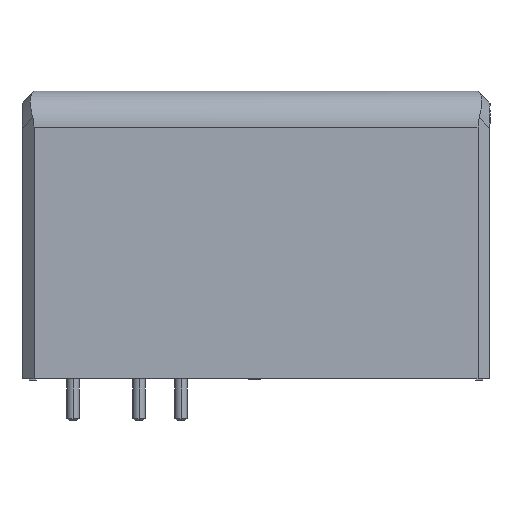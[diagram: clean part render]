
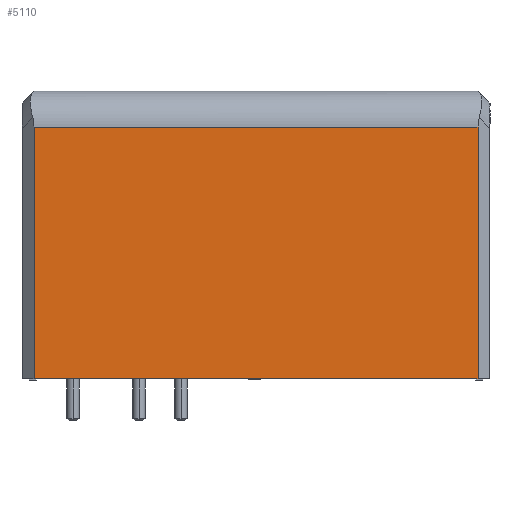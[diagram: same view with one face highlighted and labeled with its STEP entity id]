
A CAD part, left-side view. The second image highlights one B-rep face of the part: STEP entity #5110.
In plain terms, the highlighted planar face has unit normal (-1, 0, 0).
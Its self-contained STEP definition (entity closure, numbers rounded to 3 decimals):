
#114 = CARTESIAN_POINT ( 'NONE',  ( -34.75, -18.5, 9. ) ) ;
#199 = EDGE_LOOP ( 'NONE', ( #12849, #16768, #21966, #8624 ) ) ;
#1492 = DIRECTION ( 'NONE',  ( 0., -1., 0. ) ) ;
#1639 = CARTESIAN_POINT ( 'NONE',  ( -34.75, -18.5, -12. ) ) ;
#2002 = DIRECTION ( 'NONE',  ( -1., 0., 0. ) ) ;
#2469 = LINE ( 'NONE', #9964, #11619 ) ;
#3414 = EDGE_CURVE ( 'NONE', #21845, #23937, #8865, .T. ) ;
#3464 = CARTESIAN_POINT ( 'NONE',  ( -34.75, 18.5, 9. ) ) ;
#4203 = VERTEX_POINT ( 'NONE', #3464 ) ;
#4301 = VECTOR ( 'NONE', #1492, 1000. ) ;
#5109 = EDGE_CURVE ( 'NONE', #23937, #20538, #13225, .T. ) ;
#5110 = ADVANCED_FACE ( 'NONE', ( #7299 ), #9387, .T. ) ;
#6924 = AXIS2_PLACEMENT_3D ( 'NONE', #13445, #2002, #17238 ) ;
#7253 = CARTESIAN_POINT ( 'NONE',  ( -34.75, -19.5, -12. ) ) ;
#7299 = FACE_OUTER_BOUND ( 'NONE', #199, .T. ) ;
#7666 = LINE ( 'NONE', #15174, #12771 ) ;
#8624 = ORIENTED_EDGE ( 'NONE', *, *, #3414, .T. ) ;
#8865 = LINE ( 'NONE', #7253, #4301 ) ;
#9387 = PLANE ( 'NONE',  #6924 ) ;
#9964 = CARTESIAN_POINT ( 'NONE',  ( -34.75, -19.5, 9. ) ) ;
#10217 = DIRECTION ( 'NONE',  ( 0., 1., 0. ) ) ;
#11381 = CARTESIAN_POINT ( 'NONE',  ( -34.75, 18.5, -12. ) ) ;
#11571 = CARTESIAN_POINT ( 'NONE',  ( -34.75, -18.5, -12. ) ) ;
#11619 = VECTOR ( 'NONE', #10217, 1000. ) ;
#12771 = VECTOR ( 'NONE', #21154, 1000. ) ;
#12849 = ORIENTED_EDGE ( 'NONE', *, *, #5109, .T. ) ;
#13225 = LINE ( 'NONE', #1639, #15555 ) ;
#13445 = CARTESIAN_POINT ( 'NONE',  ( -34.75, -19.5, -12. ) ) ;
#13518 = EDGE_CURVE ( 'NONE', #4203, #21845, #7666, .T. ) ;
#15174 = CARTESIAN_POINT ( 'NONE',  ( -34.75, 18.5, -12. ) ) ;
#15555 = VECTOR ( 'NONE', #24099, 1000. ) ;
#16768 = ORIENTED_EDGE ( 'NONE', *, *, #18476, .T. ) ;
#17238 = DIRECTION ( 'NONE',  ( 0., 0., 1. ) ) ;
#18476 = EDGE_CURVE ( 'NONE', #20538, #4203, #2469, .T. ) ;
#20538 = VERTEX_POINT ( 'NONE', #114 ) ;
#21154 = DIRECTION ( 'NONE',  ( 0., 0., -1. ) ) ;
#21845 = VERTEX_POINT ( 'NONE', #11381 ) ;
#21966 = ORIENTED_EDGE ( 'NONE', *, *, #13518, .T. ) ;
#23937 = VERTEX_POINT ( 'NONE', #11571 ) ;
#24099 = DIRECTION ( 'NONE',  ( 0., 0., 1. ) ) ;
